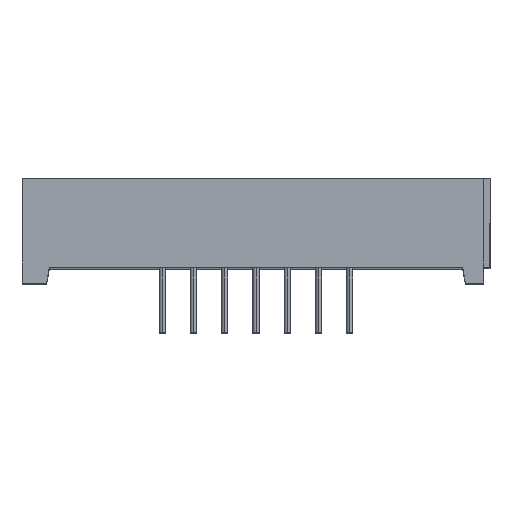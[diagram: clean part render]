
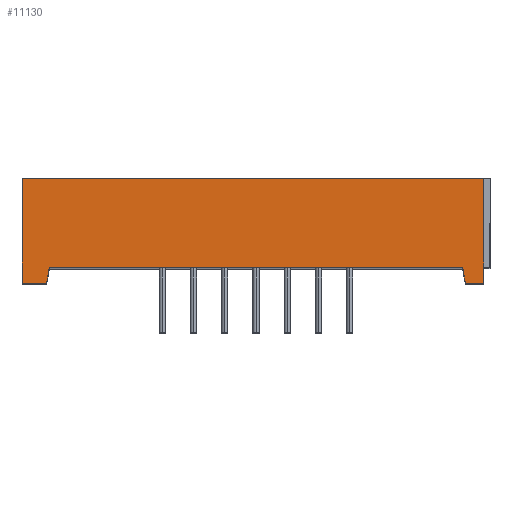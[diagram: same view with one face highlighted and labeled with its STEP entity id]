
A CAD part, top view. The second image highlights one B-rep face of the part: STEP entity #11130.
In plain terms, the highlighted planar face has unit normal (0, 0, 1).
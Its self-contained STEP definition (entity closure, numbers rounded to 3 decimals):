
#8642 = VERTEX_POINT ( 'NONE', #14445 ) ;
#9797 = EDGE_CURVE ( 'NONE', #8642, #10082, #14435, .T. ) ;
#10082 = VERTEX_POINT ( 'NONE', #14436 ) ;
#10187 = ORIENTED_EDGE ( 'NONE', *, *, #11175, .F. ) ;
#11037 = VERTEX_POINT ( 'NONE', #16837 ) ;
#11068 = VERTEX_POINT ( 'NONE', #16860 ) ;
#11074 = VERTEX_POINT ( 'NONE', #16898 ) ;
#11085 = ORIENTED_EDGE ( 'NONE', *, *, #11131, .T. ) ;
#11098 = EDGE_CURVE ( 'NONE', #11037, #11068, #16714, .T. ) ;
#11119 = VERTEX_POINT ( 'NONE', #16993 ) ;
#11120 = ORIENTED_EDGE ( 'NONE', *, *, #11136, .F. ) ;
#11121 = EDGE_CURVE ( 'NONE', #11119, #11132, #16964, .T. ) ;
#11122 = EDGE_CURVE ( 'NONE', #10082, #11119, #17024, .T. ) ;
#11123 = ORIENTED_EDGE ( 'NONE', *, *, #11122, .F. ) ;
#11126 = ORIENTED_EDGE ( 'NONE', *, *, #9797, .F. ) ;
#11127 = ORIENTED_EDGE ( 'NONE', *, *, #11144, .F. ) ;
#11130 = ADVANCED_FACE ( 'NONE', ( #17026 ), #17030, .T. ) ;
#11131 = EDGE_CURVE ( 'NONE', #11143, #11037, #17052, .T. ) ;
#11132 = VERTEX_POINT ( 'NONE', #17046 ) ;
#11133 = ORIENTED_EDGE ( 'NONE', *, *, #11098, .T. ) ;
#11134 = ORIENTED_EDGE ( 'NONE', *, *, #11121, .F. ) ;
#11136 = EDGE_CURVE ( 'NONE', #11132, #11068, #17036, .T. ) ;
#11143 = VERTEX_POINT ( 'NONE', #17074 ) ;
#11144 = EDGE_CURVE ( 'NONE', #11143, #11074, #17060, .T. ) ;
#11145 = EDGE_LOOP ( 'NONE', ( #11127, #11085, #11133, #11120, #11134, #11123, #11126, #10187 ) ) ;
#11175 = EDGE_CURVE ( 'NONE', #11074, #8642, #17168, .T. ) ;
#14432 = DIRECTION ( 'NONE',  ( -1., 0., 0. ) ) ;
#14433 = VECTOR ( 'NONE', #14432, 1000. ) ;
#14434 = CARTESIAN_POINT ( 'NONE',  ( -30.429, -3., 30.4 ) ) ;
#14435 = LINE ( 'NONE', #14434, #14433 ) ;
#14436 = CARTESIAN_POINT ( 'NONE',  ( -16.78, -3., 30.4 ) ) ;
#14445 = CARTESIAN_POINT ( 'NONE',  ( 16.78, -3., 30.4 ) ) ;
#16705 = CARTESIAN_POINT ( 'NONE',  ( 19., 4.25, 30.4 ) ) ;
#16714 = LINE ( 'NONE', #16705, #16912 ) ;
#16837 = CARTESIAN_POINT ( 'NONE',  ( 18.5, 4.25, 30.4 ) ) ;
#16860 = CARTESIAN_POINT ( 'NONE',  ( -19., 4.25, 30.4 ) ) ;
#16898 = CARTESIAN_POINT ( 'NONE',  ( 17., -4.25, 30.4 ) ) ;
#16912 = VECTOR ( 'NONE', #16918, 1000. ) ;
#16918 = DIRECTION ( 'NONE',  ( -1., 0., 0. ) ) ;
#16964 = LINE ( 'NONE', #17034, #17028 ) ;
#16993 = CARTESIAN_POINT ( 'NONE',  ( -17., -4.25, 30.4 ) ) ;
#17021 = DIRECTION ( 'NONE',  ( -0.174, -0.985, 0. ) ) ;
#17022 = VECTOR ( 'NONE', #17021, 1000. ) ;
#17023 = CARTESIAN_POINT ( 'NONE',  ( -16.678, -2.425, 30.4 ) ) ;
#17024 = LINE ( 'NONE', #17023, #17022 ) ;
#17026 = FACE_OUTER_BOUND ( 'NONE', #11145, .T. ) ;
#17027 = DIRECTION ( 'NONE',  ( -1., 0., 0. ) ) ;
#17028 = VECTOR ( 'NONE', #17027, 1000. ) ;
#17030 = PLANE ( 'NONE',  #17050 ) ;
#17034 = CARTESIAN_POINT ( 'NONE',  ( 19., -4.25, 30.4 ) ) ;
#17036 = LINE ( 'NONE', #17078, #17077 ) ;
#17042 = DIRECTION ( 'NONE',  ( 0., 1., 0. ) ) ;
#17043 = VECTOR ( 'NONE', #17042, 1000. ) ;
#17044 = CARTESIAN_POINT ( 'NONE',  ( 18.5, -8.25, 30.4 ) ) ;
#17046 = CARTESIAN_POINT ( 'NONE',  ( -19., -4.25, 30.4 ) ) ;
#17047 = DIRECTION ( 'NONE',  ( 1., 0., 0. ) ) ;
#17048 = DIRECTION ( 'NONE',  ( 0., 0., 1. ) ) ;
#17049 = CARTESIAN_POINT ( 'NONE',  ( 19., -47.893, 30.4 ) ) ;
#17050 = AXIS2_PLACEMENT_3D ( 'NONE', #17049, #17048, #17047 ) ;
#17052 = LINE ( 'NONE', #17044, #17043 ) ;
#17060 = LINE ( 'NONE', #17109, #17108 ) ;
#17074 = CARTESIAN_POINT ( 'NONE',  ( 18.5, -4.25, 30.4 ) ) ;
#17076 = DIRECTION ( 'NONE',  ( 0., 1., 0. ) ) ;
#17077 = VECTOR ( 'NONE', #17076, 1000. ) ;
#17078 = CARTESIAN_POINT ( 'NONE',  ( -19., -47.893, 30.4 ) ) ;
#17107 = DIRECTION ( 'NONE',  ( -1., 0., 0. ) ) ;
#17108 = VECTOR ( 'NONE', #17107, 1000. ) ;
#17109 = CARTESIAN_POINT ( 'NONE',  ( 19., -4.25, 30.4 ) ) ;
#17165 = DIRECTION ( 'NONE',  ( -0.174, 0.985, 0. ) ) ;
#17166 = VECTOR ( 'NONE', #17165, 1000. ) ;
#17167 = CARTESIAN_POINT ( 'NONE',  ( 14.843, 7.983, 30.4 ) ) ;
#17168 = LINE ( 'NONE', #17167, #17166 ) ;
